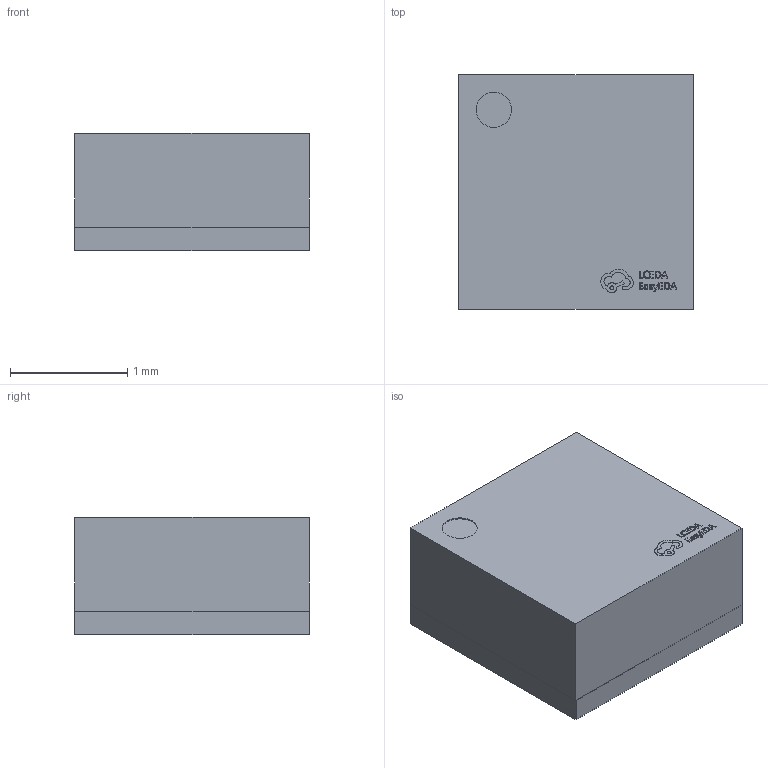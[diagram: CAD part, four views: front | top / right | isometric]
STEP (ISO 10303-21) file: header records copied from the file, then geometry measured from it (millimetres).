
FILE_DESCRIPTION (( 'STEP AP214' ), '1' );
FILE_NAME ('LGA-14_L2.0-W2.0-H1.0-P0.35-BL.step', '2022-07-04T13:23:21', ( '' ), ( '' ), 'SwSTEP 2.0', 'SolidWorks 2020', '' );
FILE_SCHEMA (( 'AUTOMOTIVE_DESIGN' ));
Length unit declared in the file: millimetre
Products named in the file (1): LGA-14_L2.0-W2.0-H1.0-P0.35-BL
Bounding box: 2 x 2 x 1 mm (x, y, z)
Volume: 4 mm3; surface area: 24 mm2
Topology: 2 solids, 2 shells, 313 faces, 859 edges, 592 vertices
Faces by surface type: plane 199, bspline 112, cylinder 2
Entity records: 13886 total; most frequent: CARTESIAN_POINT 3869, ORIENTED_EDGE 1718, DIRECTION 1041, EDGE_CURVE 859, VECTOR 625, LINE 625, VERTEX_POINT 592, EDGE_LOOP 355
